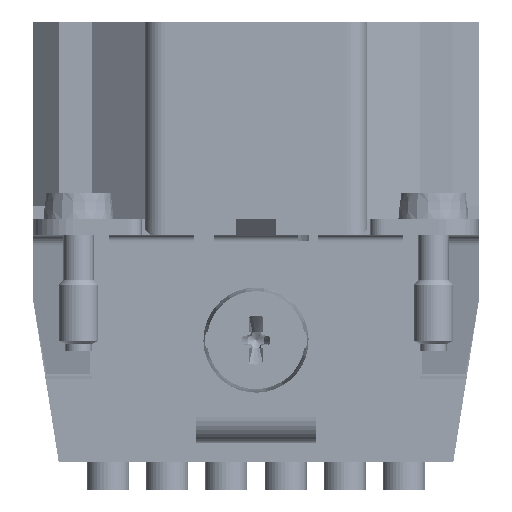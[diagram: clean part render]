
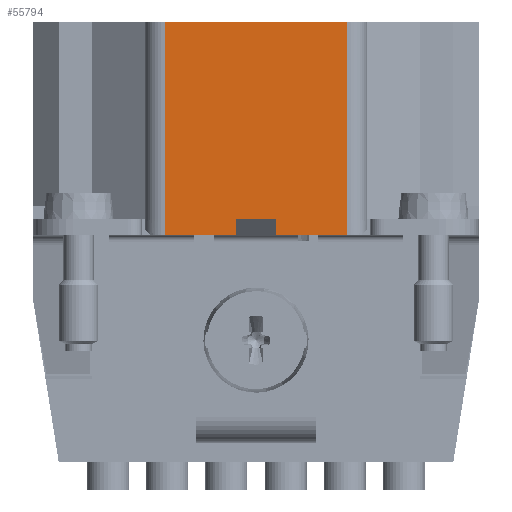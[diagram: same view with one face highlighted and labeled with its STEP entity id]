
A CAD part, front view. The second image highlights one B-rep face of the part: STEP entity #55794.
In plain terms, the highlighted planar face has unit normal (0, -1, 0).
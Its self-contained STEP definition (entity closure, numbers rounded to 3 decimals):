
#55768=AXIS2_PLACEMENT_3D('Plane Axis2P3D',#55765,#55766,#55767) ;
#47098=CARTESIAN_POINT('Vertex',(18.45,0.3,20.6)) ;
#47121=CARTESIAN_POINT('Vertex',(18.45,0.3,19.4)) ;
#47124=CARTESIAN_POINT('Line Origine',(18.45,0.3,20.)) ;
#47142=CARTESIAN_POINT('Line Origine',(16.95,0.3,20.6)) ;
#47146=CARTESIAN_POINT('Vertex',(15.45,0.3,20.6)) ;
#47178=CARTESIAN_POINT('Line Origine',(15.45,0.3,20.)) ;
#47182=CARTESIAN_POINT('Vertex',(15.45,0.3,19.4)) ;
#47198=CARTESIAN_POINT('Line Origine',(21.175,0.3,19.4)) ;
#47202=CARTESIAN_POINT('Vertex',(23.9,0.3,19.4)) ;
#47435=CARTESIAN_POINT('Line Origine',(12.725,0.3,19.4)) ;
#47439=CARTESIAN_POINT('Vertex',(10.,0.3,19.4)) ;
#47497=CARTESIAN_POINT('Vertex',(10.,0.3,20.6)) ;
#47505=CARTESIAN_POINT('Line Origine',(10.,0.3,27.5)) ;
#47527=CARTESIAN_POINT('Vertex',(23.9,0.3,20.6)) ;
#47532=CARTESIAN_POINT('Line Origine',(23.9,0.3,27.5)) ;
#55706=CARTESIAN_POINT('Vertex',(10.,0.3,35.6)) ;
#55709=CARTESIAN_POINT('Line Origine',(10.,0.3,27.5)) ;
#55765=CARTESIAN_POINT('Axis2P3D Location',(16.95,0.3,35.6)) ;
#55770=CARTESIAN_POINT('Line Origine',(23.9,0.3,28.1)) ;
#55774=CARTESIAN_POINT('Vertex',(23.9,0.3,35.6)) ;
#55777=CARTESIAN_POINT('Line Origine',(16.95,0.3,35.6)) ;
#47125=DIRECTION('Vector Direction',(0.,0.,1.)) ;
#47143=DIRECTION('Vector Direction',(1.,0.,0.)) ;
#47179=DIRECTION('Vector Direction',(0.,0.,1.)) ;
#47199=DIRECTION('Vector Direction',(-1.,0.,0.)) ;
#47436=DIRECTION('Vector Direction',(-1.,0.,0.)) ;
#47506=DIRECTION('Vector Direction',(0.,0.,1.)) ;
#47533=DIRECTION('Vector Direction',(0.,0.,1.)) ;
#55710=DIRECTION('Vector Direction',(0.,0.,1.)) ;
#55766=DIRECTION('Axis2P3D Direction',(0.,1.,0.)) ;
#55767=DIRECTION('Axis2P3D XDirection',(0.,0.,-1.)) ;
#55771=DIRECTION('Vector Direction',(0.,0.,1.)) ;
#55778=DIRECTION('Vector Direction',(-1.,0.,0.)) ;
#47126=VECTOR('Line Direction',#47125,1.) ;
#47144=VECTOR('Line Direction',#47143,1.) ;
#47180=VECTOR('Line Direction',#47179,1.) ;
#47200=VECTOR('Line Direction',#47199,1.) ;
#47437=VECTOR('Line Direction',#47436,1.) ;
#47507=VECTOR('Line Direction',#47506,1.) ;
#47534=VECTOR('Line Direction',#47533,1.) ;
#55711=VECTOR('Line Direction',#55710,1.) ;
#55772=VECTOR('Line Direction',#55771,1.) ;
#55779=VECTOR('Line Direction',#55778,1.) ;
#55783=ORIENTED_EDGE('',*,*,#55776,.T.) ;
#55784=ORIENTED_EDGE('',*,*,#55781,.T.) ;
#55785=ORIENTED_EDGE('',*,*,#55713,.F.) ;
#55786=ORIENTED_EDGE('',*,*,#47509,.F.) ;
#55787=ORIENTED_EDGE('',*,*,#47441,.F.) ;
#55788=ORIENTED_EDGE('',*,*,#47184,.T.) ;
#55789=ORIENTED_EDGE('',*,*,#47148,.T.) ;
#55790=ORIENTED_EDGE('',*,*,#47128,.F.) ;
#55791=ORIENTED_EDGE('',*,*,#47204,.F.) ;
#55792=ORIENTED_EDGE('',*,*,#47536,.T.) ;
#55794=ADVANCED_FACE('Hauptk\X2\00F6\X0\rper',(#55793),#55769,.F.) ;
#47128=EDGE_CURVE('',#47122,#47099,#47127,.T.) ;
#47148=EDGE_CURVE('',#47147,#47099,#47145,.T.) ;
#47184=EDGE_CURVE('',#47183,#47147,#47181,.T.) ;
#47204=EDGE_CURVE('',#47203,#47122,#47201,.T.) ;
#47441=EDGE_CURVE('',#47183,#47440,#47438,.T.) ;
#47509=EDGE_CURVE('',#47440,#47498,#47508,.T.) ;
#47536=EDGE_CURVE('',#47203,#47528,#47535,.T.) ;
#55713=EDGE_CURVE('',#47498,#55707,#55712,.T.) ;
#55776=EDGE_CURVE('',#47528,#55775,#55773,.T.) ;
#55781=EDGE_CURVE('',#55775,#55707,#55780,.T.) ;
#55782=EDGE_LOOP('',(#55783,#55784,#55785,#55786,#55787,#55788,#55789,#55790,#55791,#55792)) ;
#55793=FACE_OUTER_BOUND('',#55782,.T.) ;
#47127=LINE('Line',#47124,#47126) ;
#47145=LINE('Line',#47142,#47144) ;
#47181=LINE('Line',#47178,#47180) ;
#47201=LINE('Line',#47198,#47200) ;
#47438=LINE('Line',#47435,#47437) ;
#47508=LINE('Line',#47505,#47507) ;
#47535=LINE('Line',#47532,#47534) ;
#55712=LINE('Line',#55709,#55711) ;
#55773=LINE('Line',#55770,#55772) ;
#55780=LINE('Line',#55777,#55779) ;
#55769=PLANE('',#55768) ;
#47099=VERTEX_POINT('',#47098) ;
#47122=VERTEX_POINT('',#47121) ;
#47147=VERTEX_POINT('',#47146) ;
#47183=VERTEX_POINT('',#47182) ;
#47203=VERTEX_POINT('',#47202) ;
#47440=VERTEX_POINT('',#47439) ;
#47498=VERTEX_POINT('',#47497) ;
#47528=VERTEX_POINT('',#47527) ;
#55707=VERTEX_POINT('',#55706) ;
#55775=VERTEX_POINT('',#55774) ;
